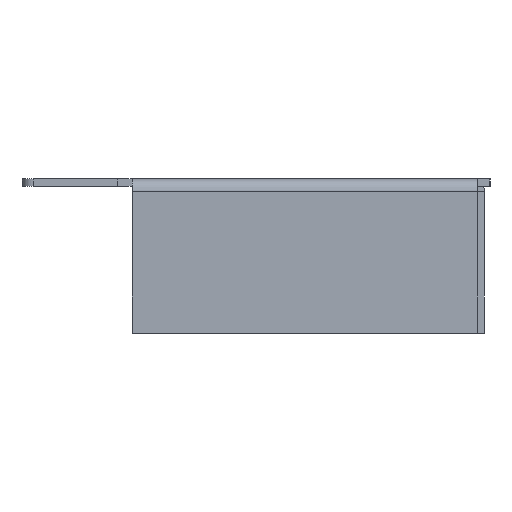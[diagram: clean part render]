
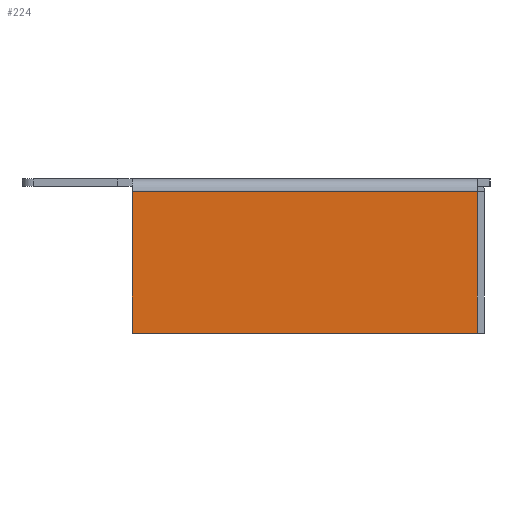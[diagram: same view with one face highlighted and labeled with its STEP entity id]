
A CAD part, left-side view. The second image highlights one B-rep face of the part: STEP entity #224.
In plain terms, the highlighted planar face has unit normal (-1, 0, 0).
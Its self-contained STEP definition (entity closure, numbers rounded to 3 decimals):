
#44 = VECTOR ( 'NONE', #1178, 1000. ) ;
#56 = VECTOR ( 'NONE', #923, 1000. ) ;
#144 = CARTESIAN_POINT ( 'NONE',  ( -74.25, 0., 0. ) ) ;
#188 = VERTEX_POINT ( 'NONE', #1168 ) ;
#195 = CARTESIAN_POINT ( 'NONE',  ( -74.25, 1.75, -21. ) ) ;
#210 = VERTEX_POINT ( 'NONE', #456 ) ;
#224 = ADVANCED_FACE ( 'NONE', ( #1079 ), #364, .T. ) ;
#301 = EDGE_CURVE ( 'NONE', #905, #210, #954, .T. ) ;
#331 = LINE ( 'NONE', #1221, #56 ) ;
#348 = CARTESIAN_POINT ( 'NONE',  ( -74.25, 48.75, -21. ) ) ;
#359 = LINE ( 'NONE', #673, #44 ) ;
#364 = PLANE ( 'NONE',  #961 ) ;
#375 = ORIENTED_EDGE ( 'NONE', *, *, #579, .F. ) ;
#456 = CARTESIAN_POINT ( 'NONE',  ( -74.25, 48.75, -1.75 ) ) ;
#461 = DIRECTION ( 'NONE',  ( 0., 0., 1. ) ) ;
#494 = ORIENTED_EDGE ( 'NONE', *, *, #301, .F. ) ;
#544 = VERTEX_POINT ( 'NONE', #195 ) ;
#579 = EDGE_CURVE ( 'NONE', #544, #905, #331, .T. ) ;
#619 = ORIENTED_EDGE ( 'NONE', *, *, #950, .F. ) ;
#661 = DIRECTION ( 'NONE',  ( 0., 0., -1. ) ) ;
#673 = CARTESIAN_POINT ( 'NONE',  ( -74.25, 0., -1.75 ) ) ;
#683 = VECTOR ( 'NONE', #1082, 1000. ) ;
#905 = VERTEX_POINT ( 'NONE', #348 ) ;
#923 = DIRECTION ( 'NONE',  ( 0., 1., 0. ) ) ;
#950 = EDGE_CURVE ( 'NONE', #188, #544, #969, .T. ) ;
#954 = LINE ( 'NONE', #1274, #683 ) ;
#961 = AXIS2_PLACEMENT_3D ( 'NONE', #144, #1069, #461 ) ;
#969 = LINE ( 'NONE', #1264, #1228 ) ;
#1069 = DIRECTION ( 'NONE',  ( -1., 0., 0. ) ) ;
#1079 = FACE_OUTER_BOUND ( 'NONE', #1240, .T. ) ;
#1082 = DIRECTION ( 'NONE',  ( 0., 0., 1. ) ) ;
#1168 = CARTESIAN_POINT ( 'NONE',  ( -74.25, 1.75, -1.75 ) ) ;
#1178 = DIRECTION ( 'NONE',  ( 0., 1., 0. ) ) ;
#1221 = CARTESIAN_POINT ( 'NONE',  ( -74.25, 48.75, -21. ) ) ;
#1228 = VECTOR ( 'NONE', #661, 1000. ) ;
#1240 = EDGE_LOOP ( 'NONE', ( #619, #1257, #494, #375 ) ) ;
#1257 = ORIENTED_EDGE ( 'NONE', *, *, #1258, .T. ) ;
#1258 = EDGE_CURVE ( 'NONE', #188, #210, #359, .T. ) ;
#1264 = CARTESIAN_POINT ( 'NONE',  ( -74.25, 1.75, -21. ) ) ;
#1274 = CARTESIAN_POINT ( 'NONE',  ( -74.25, 48.75, -1. ) ) ;
